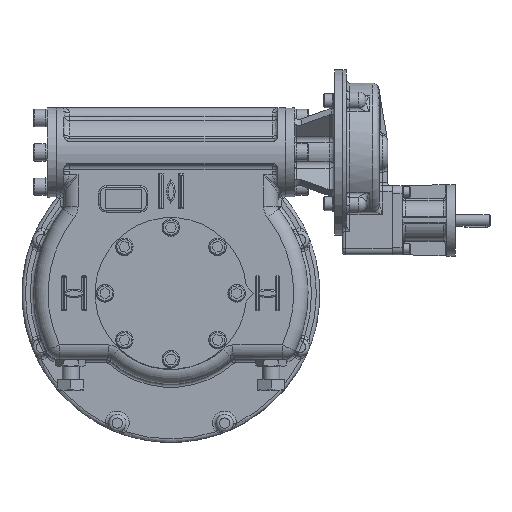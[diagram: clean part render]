
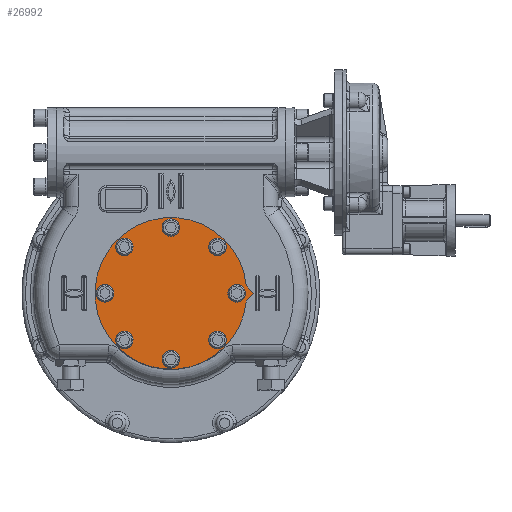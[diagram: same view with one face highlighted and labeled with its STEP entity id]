
A CAD part, top view. The second image highlights one B-rep face of the part: STEP entity #26992.
In plain terms, the highlighted planar face has unit normal (0, 0, 1).
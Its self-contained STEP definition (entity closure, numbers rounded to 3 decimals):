
#3593=LINE('',#63072,#5562);
#3596=LINE('',#63077,#5565);
#5562=VECTOR('',#36025,1000.);
#5565=VECTOR('',#36030,1000.);
#6244=PLANE('',#30107);
#11811=ORIENTED_EDGE('',*,*,#16968,.F.);
#11812=ORIENTED_EDGE('',*,*,#16969,.F.);
#11813=ORIENTED_EDGE('',*,*,#16970,.F.);
#11814=ORIENTED_EDGE('',*,*,#16971,.F.);
#11815=ORIENTED_EDGE('',*,*,#16972,.F.);
#11816=ORIENTED_EDGE('',*,*,#16973,.F.);
#11817=ORIENTED_EDGE('',*,*,#16974,.F.);
#11818=ORIENTED_EDGE('',*,*,#16975,.F.);
#11819=ORIENTED_EDGE('',*,*,#16953,.F.);
#11820=ORIENTED_EDGE('',*,*,#16959,.F.);
#11821=ORIENTED_EDGE('',*,*,#16956,.F.);
#16953=EDGE_CURVE('',#20664,#20665,#21894,.T.);
#16956=EDGE_CURVE('',#20665,#20667,#3593,.T.);
#16959=EDGE_CURVE('',#20667,#20664,#3596,.T.);
#16968=EDGE_CURVE('',#20676,#20676,#21903,.T.);
#16969=EDGE_CURVE('',#20677,#20677,#21904,.T.);
#16970=EDGE_CURVE('',#20678,#20678,#21905,.T.);
#16971=EDGE_CURVE('',#20679,#20679,#21906,.T.);
#16972=EDGE_CURVE('',#20680,#20680,#21907,.T.);
#16973=EDGE_CURVE('',#20681,#20681,#21908,.T.);
#16974=EDGE_CURVE('',#20682,#20682,#21909,.T.);
#16975=EDGE_CURVE('',#20683,#20683,#21910,.T.);
#20664=VERTEX_POINT('',#63065);
#20665=VERTEX_POINT('',#63067);
#20667=VERTEX_POINT('',#63073);
#20676=VERTEX_POINT('',#63097);
#20677=VERTEX_POINT('',#63099);
#20678=VERTEX_POINT('',#63101);
#20679=VERTEX_POINT('',#63103);
#20680=VERTEX_POINT('',#63105);
#20681=VERTEX_POINT('',#63107);
#20682=VERTEX_POINT('',#63109);
#20683=VERTEX_POINT('',#63111);
#21894=CIRCLE('',#30095,132.5);
#21903=CIRCLE('',#30108,10.5);
#21904=CIRCLE('',#30109,10.5);
#21905=CIRCLE('',#30110,10.5);
#21906=CIRCLE('',#30111,10.5);
#21907=CIRCLE('',#30112,10.5);
#21908=CIRCLE('',#30113,10.5);
#21909=CIRCLE('',#30114,10.5);
#21910=CIRCLE('',#30115,10.5);
#23620=EDGE_LOOP('',(#11811));
#23621=EDGE_LOOP('',(#11812));
#23622=EDGE_LOOP('',(#11813));
#23623=EDGE_LOOP('',(#11814));
#23624=EDGE_LOOP('',(#11815));
#23625=EDGE_LOOP('',(#11816));
#23626=EDGE_LOOP('',(#11817));
#23627=EDGE_LOOP('',(#11818));
#23628=EDGE_LOOP('',(#11819,#11820,#11821));
#25300=FACE_BOUND('',#23620,.T.);
#25301=FACE_BOUND('',#23621,.T.);
#25302=FACE_BOUND('',#23622,.T.);
#25303=FACE_BOUND('',#23623,.T.);
#25304=FACE_BOUND('',#23624,.T.);
#25305=FACE_BOUND('',#23625,.T.);
#25306=FACE_BOUND('',#23626,.T.);
#25307=FACE_BOUND('',#23627,.T.);
#25308=FACE_BOUND('',#23628,.T.);
#26992=ADVANCED_FACE('',(#25300,#25301,#25302,#25303,#25304,#25305,#25306,
#25307,#25308),#6244,.F.);
#30095=AXIS2_PLACEMENT_3D('',#63066,#36019,#36020);
#30107=AXIS2_PLACEMENT_3D('',#63095,#36049,#36050);
#30108=AXIS2_PLACEMENT_3D('',#63096,#36051,#36052);
#30109=AXIS2_PLACEMENT_3D('',#63098,#36053,#36054);
#30110=AXIS2_PLACEMENT_3D('',#63100,#36055,#36056);
#30111=AXIS2_PLACEMENT_3D('',#63102,#36057,#36058);
#30112=AXIS2_PLACEMENT_3D('',#63104,#36059,#36060);
#30113=AXIS2_PLACEMENT_3D('',#63106,#36061,#36062);
#30114=AXIS2_PLACEMENT_3D('',#63108,#36063,#36064);
#30115=AXIS2_PLACEMENT_3D('',#63110,#36065,#36066);
#36019=DIRECTION('',(0.,0.,-1.));
#36020=DIRECTION('',(1.,0.,0.));
#36025=DIRECTION('',(0.707,-0.707,0.));
#36030=DIRECTION('',(-0.707,-0.707,0.));
#36049=DIRECTION('',(0.,0.,-1.));
#36050=DIRECTION('',(-1.,0.,0.));
#36051=DIRECTION('',(0.,0.,1.));
#36052=DIRECTION('',(1.,0.,0.));
#36053=DIRECTION('',(0.,0.,1.));
#36054=DIRECTION('',(0.707,-0.707,0.));
#36055=DIRECTION('',(0.,0.,1.));
#36056=DIRECTION('',(0.,-1.,0.));
#36057=DIRECTION('',(0.,0.,1.));
#36058=DIRECTION('',(-0.707,-0.707,0.));
#36059=DIRECTION('',(0.,0.,1.));
#36060=DIRECTION('',(-1.,0.,0.));
#36061=DIRECTION('',(0.,0.,1.));
#36062=DIRECTION('',(-0.707,0.707,0.));
#36063=DIRECTION('',(0.,0.,1.));
#36064=DIRECTION('',(0.,1.,0.));
#36065=DIRECTION('',(0.,0.,1.));
#36066=DIRECTION('',(0.707,0.707,0.));
#63065=CARTESIAN_POINT('',(131.845,-13.155,70.25));
#63066=CARTESIAN_POINT('',(0.,0.,70.25));
#63067=CARTESIAN_POINT('',(131.845,13.155,70.25));
#63072=CARTESIAN_POINT('',(131.845,13.155,70.25));
#63073=CARTESIAN_POINT('',(145.,0.,70.25));
#63077=CARTESIAN_POINT('',(145.,0.,70.25));
#63095=CARTESIAN_POINT('',(0.,0.,70.25));
#63096=CARTESIAN_POINT('',(0.,115.,70.25));
#63097=CARTESIAN_POINT('',(10.5,115.,70.25));
#63098=CARTESIAN_POINT('',(81.317,81.317,70.25));
#63099=CARTESIAN_POINT('',(88.742,73.893,70.25));
#63100=CARTESIAN_POINT('',(115.,0.,70.25));
#63101=CARTESIAN_POINT('',(115.,-10.5,70.25));
#63102=CARTESIAN_POINT('',(81.317,-81.317,70.25));
#63103=CARTESIAN_POINT('',(73.893,-88.742,70.25));
#63104=CARTESIAN_POINT('',(0.,-115.,70.25));
#63105=CARTESIAN_POINT('',(-10.5,-115.,70.25));
#63106=CARTESIAN_POINT('',(-81.317,-81.317,70.25));
#63107=CARTESIAN_POINT('',(-88.742,-73.893,70.25));
#63108=CARTESIAN_POINT('',(-115.,0.,70.25));
#63109=CARTESIAN_POINT('',(-115.,10.5,70.25));
#63110=CARTESIAN_POINT('',(-81.317,81.317,70.25));
#63111=CARTESIAN_POINT('',(-73.893,88.742,70.25));
